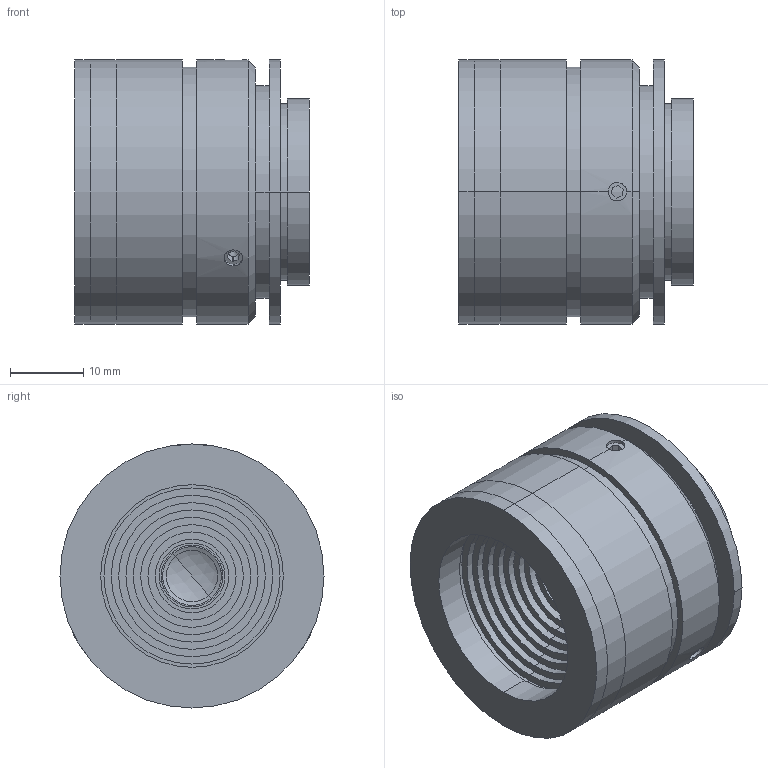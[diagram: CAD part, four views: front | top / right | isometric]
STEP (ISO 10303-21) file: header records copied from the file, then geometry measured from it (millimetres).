
FILE_DESCRIPTION (( 'STEP AP203' ), '1' );
FILE_NAME ('XF-MH035X37.STEP', '2024-08-07T09:01:53', ( '' ), ( '' ), 'SwSTEP 2.0', 'SolidWorks 2022', '' );
FILE_SCHEMA (( 'CONFIG_CONTROL_DESIGN' ));
Length unit declared in the file: millimetre
Products named in the file (1): XF-MH035X37
Bounding box: 32.02 x 36 x 36 mm (x, y, z)
Surface area: 10212.5 mm2 (no closed solid volume)
Topology: 0 solids, 12 shells, 112 faces, 289 edges, 193 vertices
Faces by surface type: plane 52, cylinder 50, cone 8, sphere 2
Entity records: 3683 total; most frequent: CARTESIAN_POINT 819, DIRECTION 635, ORIENTED_EDGE 490, EDGE_CURVE 285, AXIS2_PLACEMENT_3D 249, VERTEX_POINT 193, EDGE_LOOP 137, VECTOR 137
